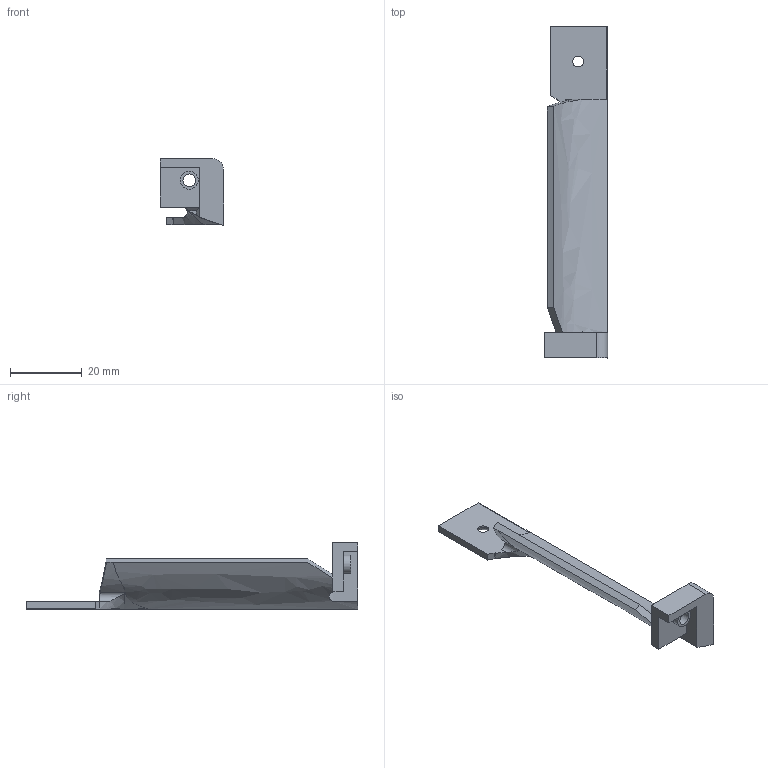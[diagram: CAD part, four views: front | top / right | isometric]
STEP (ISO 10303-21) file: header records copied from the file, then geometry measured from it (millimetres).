
FILE_DESCRIPTION(/* description */ ('STEP AP242','CAx-IF Rec.Pracs.---Representation and Presentation of Product Manufacturing Information (PMI)---4.0---2014-10-13','CAx-IF Rec.Pracs.---3D Tessellated Geometry---0.4---2014-09-14','2;1'),/* implementation_level */ '2;1');
FILE_NAME(/* name */ '68b2970e85d2a41558489ec0',/* time_stamp */ '2025-08-30T06:15:43Z',/* author */ (''),/* organization */ (''),/* preprocessor_version */ 'ST-DEVELOPER v20',/* originating_system */ 'ONSHAPE BY PTC INC, 1.203',/* authorisation */ ' ');
FILE_SCHEMA (('AP242_MANAGED_MODEL_BASED_3D_ENGINEERING_MIM_LF { 1 0 10303 442 1 1 4 }'));
Length unit declared in the file: metre
Products named in the file (1): Part 1
Bounding box: 17.56 x 92.4 x 18.57 mm (x, y, z)
Volume: 4768.6 mm3; surface area: 4836.1 mm2
Topology: 1 solids, 1 shells, 36 faces, 107 edges, 72 vertices
Faces by surface type: plane 24, cylinder 6, bspline 5, torus 1
Full cylindrical faces by diameter (mm): 3 x1, 3.5 x1, 5 x1
Entity records: 1420 total; most frequent: CARTESIAN_POINT 511, ORIENTED_EDGE 204, DIRECTION 143, EDGE_CURVE 102, VERTEX_POINT 71, LINE 57, VECTOR 57, EDGE_LOOP 45
